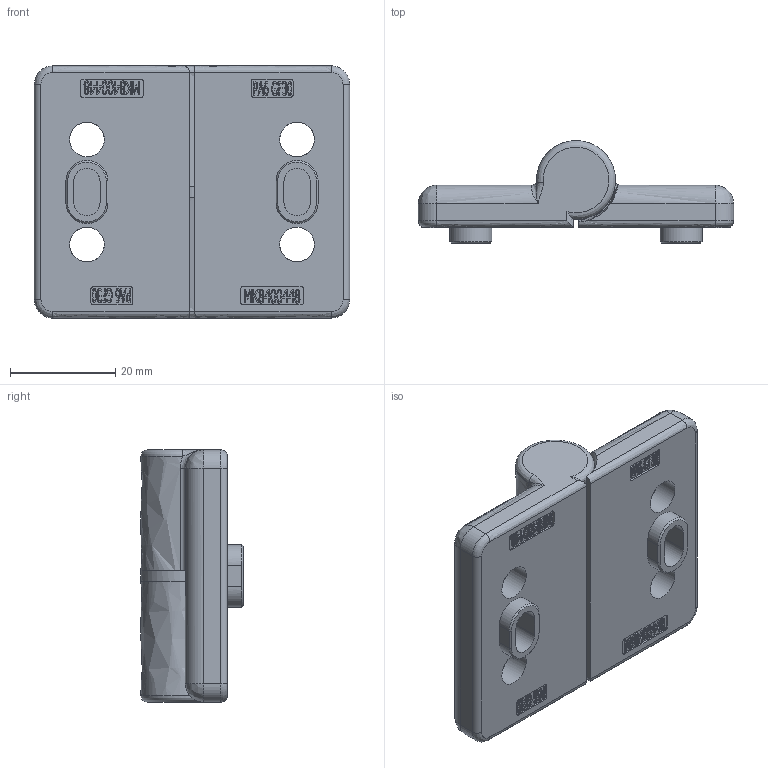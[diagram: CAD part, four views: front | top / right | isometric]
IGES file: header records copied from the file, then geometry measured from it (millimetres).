
Global section: file name: SZ0774S_A; native system: Autodesk Inventor 2015; preprocessor: unknown; author: M. Boeke; date: 20151120.115332; units: millimetre
Bounding box: 60 x 19.5 x 48 mm (x, y, z)
Volume: 25045.1 mm3; surface area: 11900.6 mm2
Topology: 4 solids, 4 shells, 704 faces, 1854 edges, 1220 vertices
Faces by surface type: bspline 704
